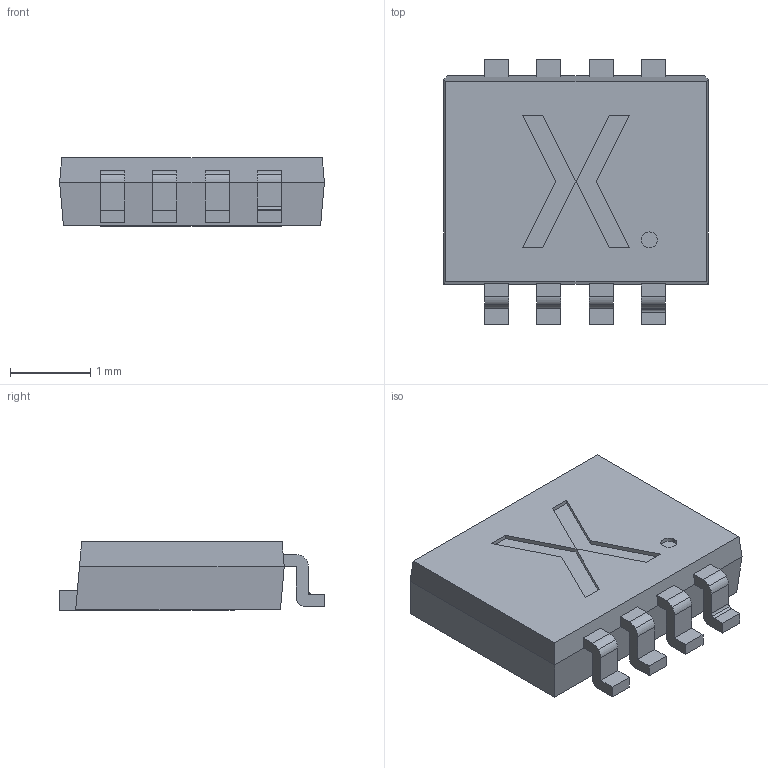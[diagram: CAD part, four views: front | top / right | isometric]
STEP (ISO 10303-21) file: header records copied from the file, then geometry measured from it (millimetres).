
FILE_DESCRIPTION(('FreeCAD Model'),'2;1');
FILE_NAME('Open CASCADE Shape Model','2024-09-24T21:57:20',('Author'),( ''),'Open CASCADE STEP processor 7.6','FreeCAD','Unknown');
FILE_SCHEMA(('AUTOMOTIVE_DESIGN { 1 0 10303 214 1 1 1 1 }'));
Length unit declared in the file: millimetre
Products named in the file (7): 1; Box935_2; Box934_1_1_2; Clip_G_3; mCD5; Clipsolder_100pc; LF1
Bounding box: 3.3 x 3.3 x 0.85 mm (x, y, z)
Volume: 7.3 mm3; surface area: 85.9 mm2
Topology: 7 solids, 7 shells, 297 faces, 825 edges, 542 vertices
Faces by surface type: plane 237, cylinder 60
Entity records: 11554 total; most frequent: CARTESIAN_POINT 1666, ORIENTED_EDGE 1650, DIRECTION 1541, EDGE_CURVE 825, LINE 705, VECTOR 705, VERTEX_POINT 543, AXIS2_PLACEMENT_3D 418
